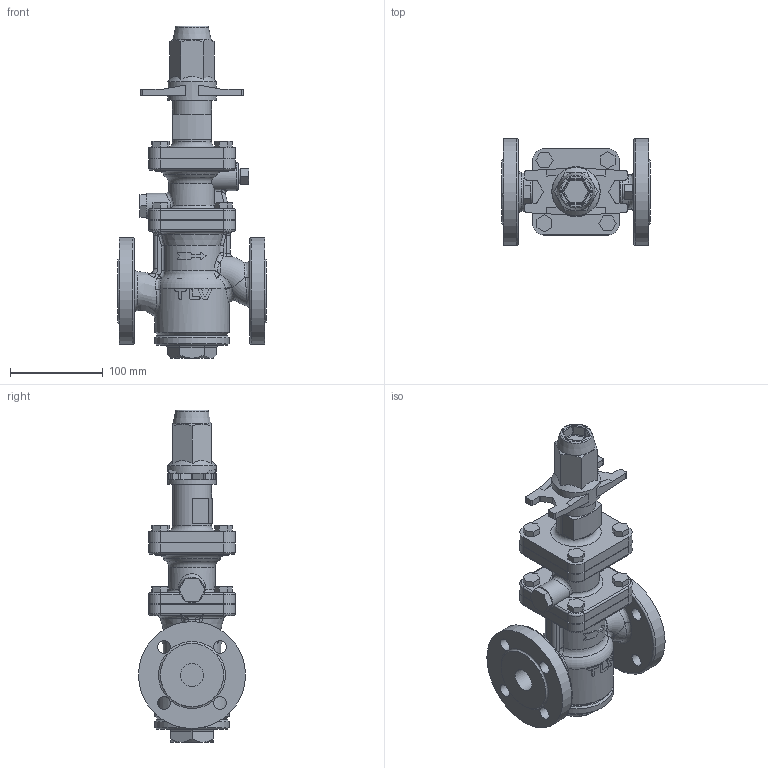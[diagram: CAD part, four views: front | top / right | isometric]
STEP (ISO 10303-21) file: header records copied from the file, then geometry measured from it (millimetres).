
FILE_DESCRIPTION(/* description */ (''),/* implementation_level */ '2;1');
FILE_NAME(/* name */ 'acosr-025-e0025-00.stp',/* time_stamp */ '2018-03-05T09:10:48+09:00',/* author */ ('nakaot'),/* organization */ (''),/* preprocessor_version */ 'ST-DEVELOPER v15.6',/* originating_system */ 'Autodesk Inventor 2015',/* authorisation */ '');
FILE_SCHEMA (('CONFIG_CONTROL_DESIGN'));
Length unit declared in the file: millimetre
Products named in the file (1): acosr-025-e0025-00
Bounding box: 160 x 115 x 357 mm (x, y, z)
Volume: 1680487.1 mm3; surface area: 208367.9 mm2
Topology: 1 solids, 1 shells, 560 faces, 1414 edges, 875 vertices
Faces by surface type: plane 233, cylinder 164, bspline 86, torus 47, cone 20, sphere 10
Full cylindrical faces by diameter (mm): 10 x16, 12 x8, 14 x8, 25 x2, 27 x1, 30 x1, 42 x1, 52 x1, 60 x2, 70 x1, 80 x2, 115 x2
Entity records: 33465 total; most frequent: CARTESIAN_POINT 20975, ORIENTED_EDGE 2626, DIRECTION 2409, EDGE_CURVE 1313, AXIS2_PLACEMENT_3D 926, VERTEX_POINT 850, EDGE_LOOP 689, FACE_OUTER_BOUND 560
